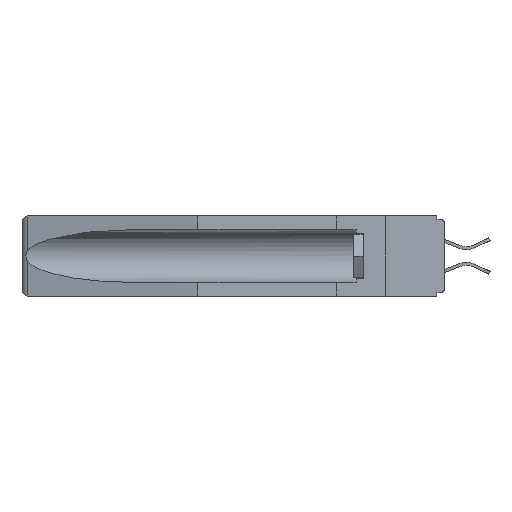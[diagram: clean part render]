
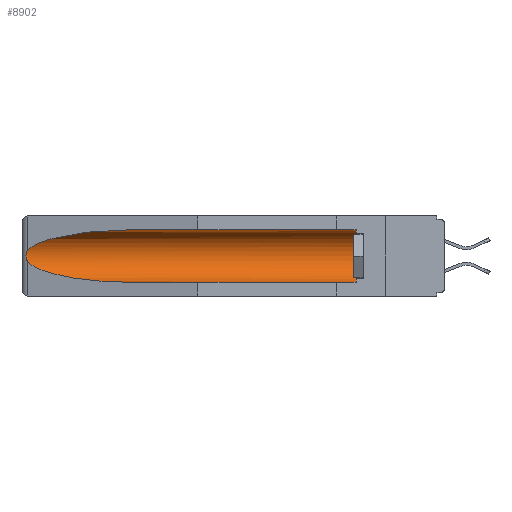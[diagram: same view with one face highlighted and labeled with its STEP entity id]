
A CAD part, left-side view. The second image highlights one B-rep face of the part: STEP entity #8902.
In plain terms, the highlighted cylindrical face has radius 2.857 mm (diameter 5.715 mm), a partial arc.
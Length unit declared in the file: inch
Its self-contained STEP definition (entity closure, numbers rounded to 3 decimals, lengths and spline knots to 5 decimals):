
#629 = CARTESIAN_POINT ( 'NONE',  ( 0.26655, 1.53094, -0.18657 ) ) ;
#846 = AXIS2_PLACEMENT_3D ( 'NONE', #25473, #17245, #5364 ) ;
#987 = EDGE_CURVE ( 'NONE', #21577, #1504, #11895, .T. ) ;
#1504 = VERTEX_POINT ( 'NONE', #17318 ) ;
#1908 = CARTESIAN_POINT ( 'NONE',  ( 0.155, 0.126, -0.059 ) ) ;
#2922 = CARTESIAN_POINT ( 'NONE',  ( 0.155, 1.07973, -0.284 ) ) ;
#3001 = CYLINDRICAL_SURFACE ( 'NONE', #17884, 0.1125 ) ;
#3175 = CARTESIAN_POINT ( 'NONE',  ( 0.25451, 1.48313, -0.24835 ) ) ;
#3503 = VECTOR ( 'NONE', #24709, 39.37008 ) ;
#3815 = ORIENTED_EDGE ( 'NONE', *, *, #19352, .T. ) ;
#5364 = DIRECTION ( 'NONE',  ( 0., 0., 1. ) ) ;
#5934 = ORIENTED_EDGE ( 'NONE', *, *, #13616, .T. ) ;
#6623 = CARTESIAN_POINT ( 'NONE',  ( 0.26537, 1.52718, -0.14972 ) ) ;
#6729 = CARTESIAN_POINT ( 'NONE',  ( 0.26537, 1.52718, -0.19328 ) ) ;
#7545 = VECTOR ( 'NONE', #12157, 39.37008 ) ;
#8559 = CARTESIAN_POINT ( 'NONE',  ( 0.26597, 1.52961, -0.15275 ) ) ;
#8902 = ADVANCED_FACE ( 'NONE', ( #17718 ), #3001, .F. ) ;
#9628 = ORIENTED_EDGE ( 'NONE', *, *, #10926, .T. ) ;
#10228 = CARTESIAN_POINT ( 'NONE',  ( 0.155, -0.30754, -0.284 ) ) ;
#10395 = CARTESIAN_POINT ( 'NONE',  ( 0.2673, 1.5327, -0.16383 ) ) ;
#10475 = CARTESIAN_POINT ( 'NONE',  ( 0.2675, 1.53308, -0.17534 ) ) ;
#10519 = VERTEX_POINT ( 'NONE', #1908 ) ;
#10926 = EDGE_CURVE ( 'NONE', #10519, #18006, #13498, .T. ) ;
#11101 = DIRECTION ( 'NONE',  ( 0., 0., 1. ) ) ;
#11370 = EDGE_CURVE ( 'NONE', #14812, #12984, #12858, .T. ) ;
#11895 = B_SPLINE_CURVE_WITH_KNOTS ( 'NONE', 3,
 ( #6623, #8559, #12577, #10395, #22568, #10475, #12408, #629, #14603, #20737 ),
 .UNSPECIFIED., .F., .F.,
 ( 4, 2, 2, 2, 4 ),
 ( 0., 0.00029, 0.00058, 0.00087, 0.00117 ),
 .UNSPECIFIED. ) ;
#12157 = DIRECTION ( 'NONE',  ( 0., 1., 0. ) ) ;
#12408 = CARTESIAN_POINT ( 'NONE',  ( 0.2673, 1.53269, -0.17917 ) ) ;
#12450 = CARTESIAN_POINT ( 'NONE',  ( 0.155, -0.30754, -0.1715 ) ) ;
#12577 = CARTESIAN_POINT ( 'NONE',  ( 0.26654, 1.53092, -0.15636 ) ) ;
#12858 = LINE ( 'NONE', #10228, #3503 ) ;
#12984 = VERTEX_POINT ( 'NONE', #16941 ) ;
#13155 = CARTESIAN_POINT ( 'NONE',  ( 0.155, 1.07973, -0.059 ) ) ;
#13498 = LINE ( 'NONE', #22411, #7545 ) ;
#13616 = EDGE_CURVE ( 'NONE', #1504, #12984, #19360, .T. ) ;
#14603 = CARTESIAN_POINT ( 'NONE',  ( 0.26597, 1.5296, -0.19026 ) ) ;
#14640 =( BOUNDED_CURVE ( )  B_SPLINE_CURVE ( 3, ( #16178, #16265, #22116, #20196 ),
 .UNSPECIFIED., .F., .F. ) 
 B_SPLINE_CURVE_WITH_KNOTS ( ( 4, 4 ),
 ( 4.71239, 6.08839 ),
 .UNSPECIFIED. ) 
 CURVE ( )  GEOMETRIC_REPRESENTATION_ITEM ( )  RATIONAL_B_SPLINE_CURVE ( ( 1., 0.848, 0.848, 1. ) ) 
 REPRESENTATION_ITEM ( '' )  );
#14812 = VERTEX_POINT ( 'NONE', #15804 ) ;
#15002 = EDGE_LOOP ( 'NONE', ( #3815, #18780, #5934, #18496, #20980, #9628 ) ) ;
#15804 = CARTESIAN_POINT ( 'NONE',  ( 0.155, 0.126, -0.284 ) ) ;
#16178 = CARTESIAN_POINT ( 'NONE',  ( 0.155, 1.07973, -0.059 ) ) ;
#16265 = CARTESIAN_POINT ( 'NONE',  ( 0.21114, 1.30732, -0.059 ) ) ;
#16941 = CARTESIAN_POINT ( 'NONE',  ( 0.155, 1.07973, -0.284 ) ) ;
#17181 = CARTESIAN_POINT ( 'NONE',  ( 0.21114, 1.30732, -0.284 ) ) ;
#17245 = DIRECTION ( 'NONE',  ( 0., -1., 0. ) ) ;
#17318 = CARTESIAN_POINT ( 'NONE',  ( 0.26537, 1.52718, -0.19328 ) ) ;
#17718 = FACE_OUTER_BOUND ( 'NONE', #15002, .T. ) ;
#17884 = AXIS2_PLACEMENT_3D ( 'NONE', #12450, #21190, #11101 ) ;
#18006 = VERTEX_POINT ( 'NONE', #13155 ) ;
#18496 = ORIENTED_EDGE ( 'NONE', *, *, #11370, .F. ) ;
#18538 = CARTESIAN_POINT ( 'NONE',  ( 0.26537, 1.52718, -0.14972 ) ) ;
#18780 = ORIENTED_EDGE ( 'NONE', *, *, #987, .T. ) ;
#19352 = EDGE_CURVE ( 'NONE', #18006, #21577, #14640, .T. ) ;
#19360 =( BOUNDED_CURVE ( )  B_SPLINE_CURVE ( 3, ( #6729, #3175, #17181, #2922 ),
 .UNSPECIFIED., .F., .F. ) 
 B_SPLINE_CURVE_WITH_KNOTS ( ( 4, 4 ),
 ( 0.1948, 1.5708 ),
 .UNSPECIFIED. ) 
 CURVE ( )  GEOMETRIC_REPRESENTATION_ITEM ( )  RATIONAL_B_SPLINE_CURVE ( ( 1., 0.848, 0.848, 1. ) ) 
 REPRESENTATION_ITEM ( '' )  );
#19549 = CIRCLE ( 'NONE', #846, 0.1125 ) ;
#20196 = CARTESIAN_POINT ( 'NONE',  ( 0.26537, 1.52718, -0.14972 ) ) ;
#20737 = CARTESIAN_POINT ( 'NONE',  ( 0.26537, 1.52718, -0.19328 ) ) ;
#20980 = ORIENTED_EDGE ( 'NONE', *, *, #24183, .T. ) ;
#21190 = DIRECTION ( 'NONE',  ( 0., 1., 0. ) ) ;
#21577 = VERTEX_POINT ( 'NONE', #18538 ) ;
#22116 = CARTESIAN_POINT ( 'NONE',  ( 0.25451, 1.48313, -0.09465 ) ) ;
#22411 = CARTESIAN_POINT ( 'NONE',  ( 0.155, -0.30754, -0.059 ) ) ;
#22568 = CARTESIAN_POINT ( 'NONE',  ( 0.2675, 1.53308, -0.16763 ) ) ;
#24183 = EDGE_CURVE ( 'NONE', #14812, #10519, #19549, .T. ) ;
#24709 = DIRECTION ( 'NONE',  ( 0., 1., 0. ) ) ;
#25473 = CARTESIAN_POINT ( 'NONE',  ( 0.155, 0.126, -0.1715 ) ) ;
